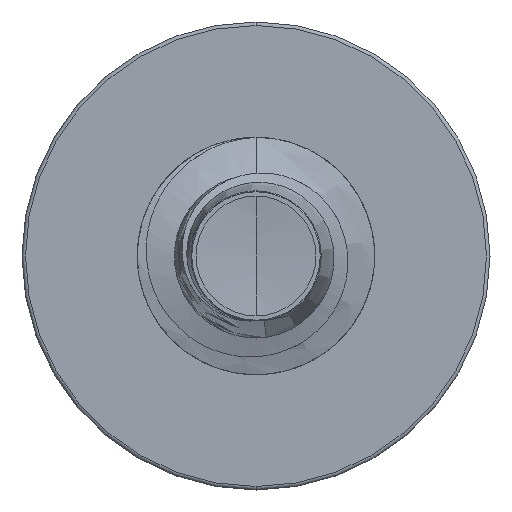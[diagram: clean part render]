
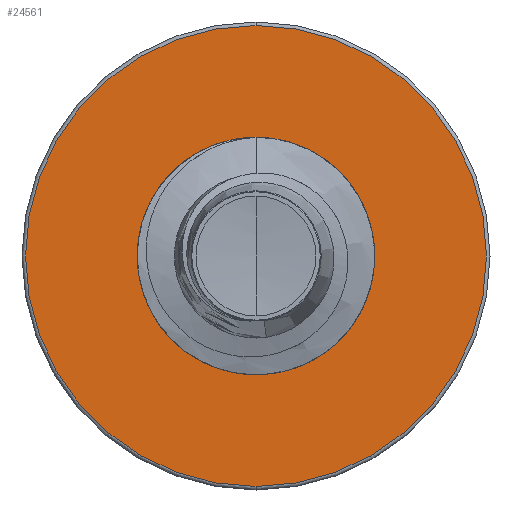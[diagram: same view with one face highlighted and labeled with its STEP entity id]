
A CAD part, front view. The second image highlights one B-rep face of the part: STEP entity #24561.
In plain terms, the highlighted planar face has unit normal (0, -1, 0).
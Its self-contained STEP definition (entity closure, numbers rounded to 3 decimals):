
#576 = DIRECTION ( 'NONE',  ( 0., 1., 0. ) ) ;
#1110 = CIRCLE ( 'NONE', #11161, 1.722 ) ;
#2125 = AXIS2_PLACEMENT_3D ( 'NONE', #9194, #15402, #2722 ) ;
#2722 = DIRECTION ( 'NONE',  ( 0., 0., 1. ) ) ;
#2824 = AXIS2_PLACEMENT_3D ( 'NONE', #8581, #21860, #10730 ) ;
#3103 = ORIENTED_EDGE ( 'NONE', *, *, #20306, .T. ) ;
#3222 = EDGE_LOOP ( 'NONE', ( #18529, #7360 ) ) ;
#3774 = EDGE_LOOP ( 'NONE', ( #4840, #3103 ) ) ;
#4840 = ORIENTED_EDGE ( 'NONE', *, *, #13068, .T. ) ;
#5773 = CIRCLE ( 'NONE', #15094, 1.722 ) ;
#6976 = DIRECTION ( 'NONE',  ( 0., 1., 0. ) ) ;
#7360 = ORIENTED_EDGE ( 'NONE', *, *, #16723, .F. ) ;
#8292 = FACE_OUTER_BOUND ( 'NONE', #3222, .T. ) ;
#8518 = FACE_BOUND ( 'NONE', #3774, .T. ) ;
#8581 = CARTESIAN_POINT ( 'NONE',  ( 0., 17.5, 0. ) ) ;
#9194 = CARTESIAN_POINT ( 'NONE',  ( 0., 17.5, -1.722 ) ) ;
#10097 = CIRCLE ( 'NONE', #2824, 3.398 ) ;
#10730 = DIRECTION ( 'NONE',  ( 0., 0., 1. ) ) ;
#11161 = AXIS2_PLACEMENT_3D ( 'NONE', #13459, #576, #15481 ) ;
#11163 = CARTESIAN_POINT ( 'NONE',  ( 0., 17.5, 1.722 ) ) ;
#11908 = VERTEX_POINT ( 'NONE', #11163 ) ;
#11918 = CARTESIAN_POINT ( 'NONE',  ( 0., 17.5, 3.398 ) ) ;
#12861 = CARTESIAN_POINT ( 'NONE',  ( 0., 17.5, 0. ) ) ;
#13068 = EDGE_CURVE ( 'NONE', #11908, #13398, #1110, .T. ) ;
#13379 = PLANE ( 'NONE',  #2125 ) ;
#13398 = VERTEX_POINT ( 'NONE', #17421 ) ;
#13459 = CARTESIAN_POINT ( 'NONE',  ( 0., 17.5, 0. ) ) ;
#14891 = DIRECTION ( 'NONE',  ( 0., 0., 1. ) ) ;
#15094 = AXIS2_PLACEMENT_3D ( 'NONE', #19023, #6976, #20719 ) ;
#15402 = DIRECTION ( 'NONE',  ( 0., 1., 0. ) ) ;
#15481 = DIRECTION ( 'NONE',  ( 0., 0., 1. ) ) ;
#16201 = VERTEX_POINT ( 'NONE', #11918 ) ;
#16723 = EDGE_CURVE ( 'NONE', #18029, #16201, #10097, .T. ) ;
#17421 = CARTESIAN_POINT ( 'NONE',  ( 0., 17.5, -1.722 ) ) ;
#18029 = VERTEX_POINT ( 'NONE', #22806 ) ;
#18529 = ORIENTED_EDGE ( 'NONE', *, *, #18720, .F. ) ;
#18720 = EDGE_CURVE ( 'NONE', #16201, #18029, #19366, .T. ) ;
#19023 = CARTESIAN_POINT ( 'NONE',  ( 0., 17.5, 0. ) ) ;
#19336 = AXIS2_PLACEMENT_3D ( 'NONE', #12861, #24858, #14891 ) ;
#19366 = CIRCLE ( 'NONE', #19336, 3.398 ) ;
#20306 = EDGE_CURVE ( 'NONE', #13398, #11908, #5773, .T. ) ;
#20719 = DIRECTION ( 'NONE',  ( 0., 0., 1. ) ) ;
#21860 = DIRECTION ( 'NONE',  ( 0., 1., 0. ) ) ;
#22806 = CARTESIAN_POINT ( 'NONE',  ( 0., 17.5, -3.397 ) ) ;
#24561 = ADVANCED_FACE ( 'NONE', ( #8292, #8518 ), #13379, .F. ) ;
#24858 = DIRECTION ( 'NONE',  ( 0., 1., 0. ) ) ;
